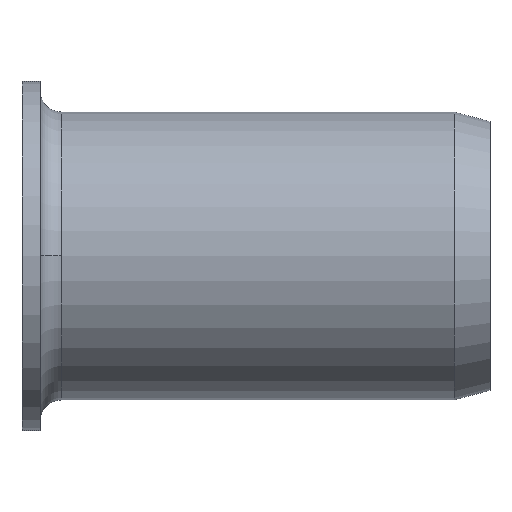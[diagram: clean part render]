
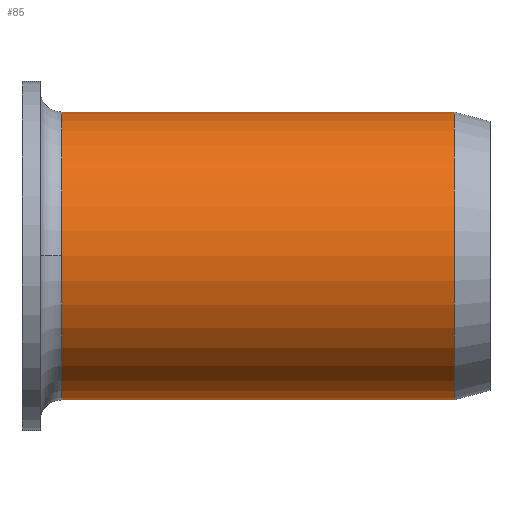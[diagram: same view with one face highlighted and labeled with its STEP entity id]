
A CAD part, top view. The second image highlights one B-rep face of the part: STEP entity #85.
In plain terms, the highlighted cylindrical face has radius 4 mm (diameter 8 mm), a partial arc.
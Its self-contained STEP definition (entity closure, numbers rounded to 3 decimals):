
#85 = ADVANCED_FACE( '', ( #112 ), #113, .T. );
#112 = FACE_OUTER_BOUND( '', #145, .T. );
#113 = CYLINDRICAL_SURFACE( '', #146, 4. );
#145 = EDGE_LOOP( '', ( #234, #235, #236, #237, #238 ) );
#146 = AXIS2_PLACEMENT_3D( '', #239, #240, #241 );
#234 = ORIENTED_EDGE( '', *, *, #283, .T. );
#235 = ORIENTED_EDGE( '', *, *, #305, .F. );
#236 = ORIENTED_EDGE( '', *, *, #280, .F. );
#237 = ORIENTED_EDGE( '', *, *, #285, .T. );
#238 = ORIENTED_EDGE( '', *, *, #304, .T. );
#239 = CARTESIAN_POINT( '', ( 6.55, 0., 0. ) );
#240 = DIRECTION( '', ( 1., 0., 0. ) );
#241 = DIRECTION( '', ( 0., 1., 0. ) );
#280 = EDGE_CURVE( '', #321, #323, #324, .T. );
#283 = EDGE_CURVE( '', #328, #329, #330, .T. );
#285 = EDGE_CURVE( '', #321, #331, #333, .T. );
#304 = EDGE_CURVE( '', #331, #328, #363, .T. );
#305 = EDGE_CURVE( '', #323, #329, #364, .T. );
#321 = VERTEX_POINT( '', #383 );
#323 = VERTEX_POINT( '', #385 );
#324 = CIRCLE( '', #386, 4. );
#328 = VERTEX_POINT( '', #390 );
#329 = VERTEX_POINT( '', #391 );
#330 = LINE( '', #392, #393 );
#331 = VERTEX_POINT( '', #394 );
#333 = LINE( '', #396, #397 );
#363 = CIRCLE( '', #431, 4. );
#364 = CIRCLE( '', #432, 4. );
#383 = CARTESIAN_POINT( '', ( 1.1, -4., 0. ) );
#385 = CARTESIAN_POINT( '', ( 1.1, 0., 4. ) );
#386 = AXIS2_PLACEMENT_3D( '', #452, #453, #454 );
#390 = CARTESIAN_POINT( '', ( 12., 4., 0. ) );
#391 = CARTESIAN_POINT( '', ( 1.1, 4., 0. ) );
#392 = CARTESIAN_POINT( '', ( 6.55, 4., 0. ) );
#393 = VECTOR( '', #461, 1. );
#394 = CARTESIAN_POINT( '', ( 12., -4., 0. ) );
#396 = CARTESIAN_POINT( '', ( 6.55, -4., 0. ) );
#397 = VECTOR( '', #465, 1. );
#431 = AXIS2_PLACEMENT_3D( '', #512, #513, #514 );
#432 = AXIS2_PLACEMENT_3D( '', #515, #516, #517 );
#452 = CARTESIAN_POINT( '', ( 1.1, 0., 0. ) );
#453 = DIRECTION( '', ( -1., 0., 0. ) );
#454 = DIRECTION( '', ( 0., 1., 0. ) );
#461 = DIRECTION( '', ( -1., 0., 0. ) );
#465 = DIRECTION( '', ( 1., 0., 0. ) );
#512 = CARTESIAN_POINT( '', ( 12., 0., 0. ) );
#513 = DIRECTION( '', ( -1., 0., 0. ) );
#514 = DIRECTION( '', ( 0., 1., 0. ) );
#515 = CARTESIAN_POINT( '', ( 1.1, 0., 0. ) );
#516 = DIRECTION( '', ( -1., 0., 0. ) );
#517 = DIRECTION( '', ( 0., 1., 0. ) );
